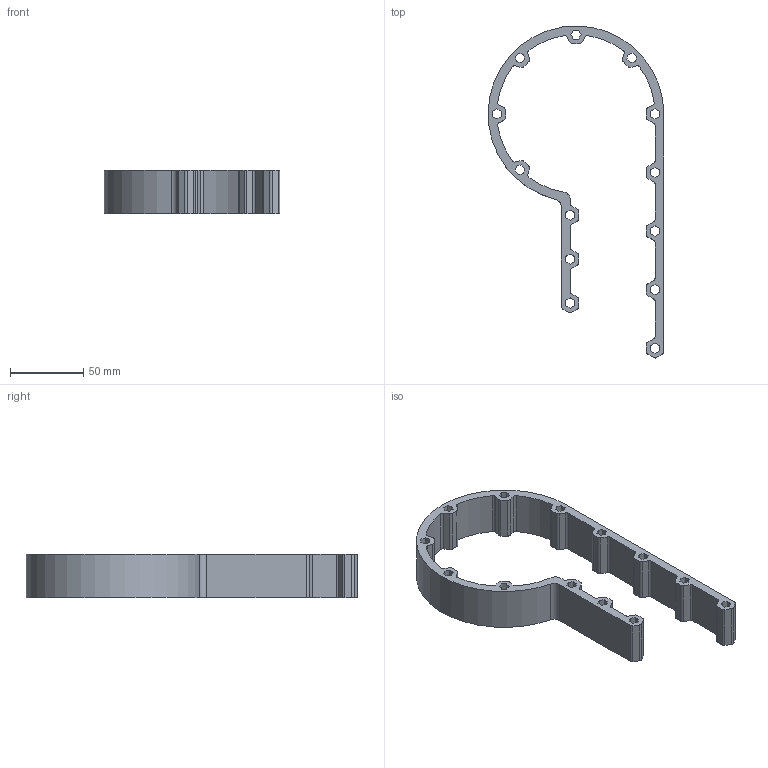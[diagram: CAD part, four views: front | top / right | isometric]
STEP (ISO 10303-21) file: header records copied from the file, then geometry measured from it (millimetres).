
FILE_DESCRIPTION(/* description */ (''),/* implementation_level */ '2;1');
FILE_NAME(/* name */ 'RP_Thigh-cover-connect.stp',/* time_stamp */ '2025-06-16T13:07:35+09:00',/* author */ ('佐藤智貴'),/* organization */ (''),/* preprocessor_version */ 'ST-DEVELOPER v20',/* originating_system */ 'Autodesk Inventor 2024',/* authorisation */ '');
FILE_SCHEMA (('AUTOMOTIVE_DESIGN { 1 0 10303 214 3 1 1 }'));
Length unit declared in the file: millimetre
Products named in the file (1): RP_Thigh-cover-connect
Bounding box: 119.95 x 226.61 x 30 mm (x, y, z)
Volume: 102638.9 mm3; surface area: 47786.8 mm2
Topology: 1 solids, 1 shells, 193 faces, 573 edges, 382 vertices
Faces by surface type: plane 130, cylinder 63
Entity records: 6548 total; most frequent: CARTESIAN_POINT 1149, ORIENTED_EDGE 1146, DIRECTION 1087, EDGE_CURVE 573, LINE 447, VECTOR 447, VERTEX_POINT 382, AXIS2_PLACEMENT_3D 320
